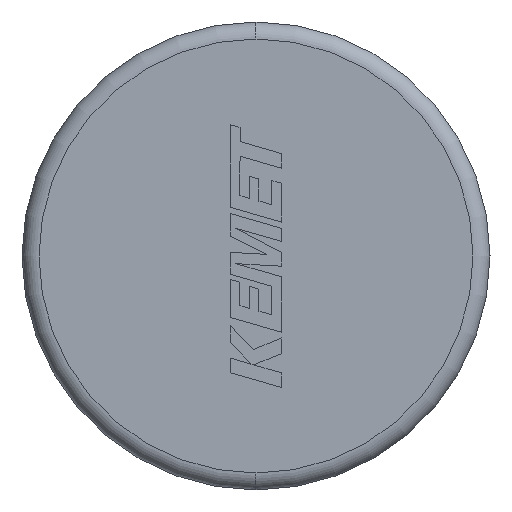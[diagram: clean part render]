
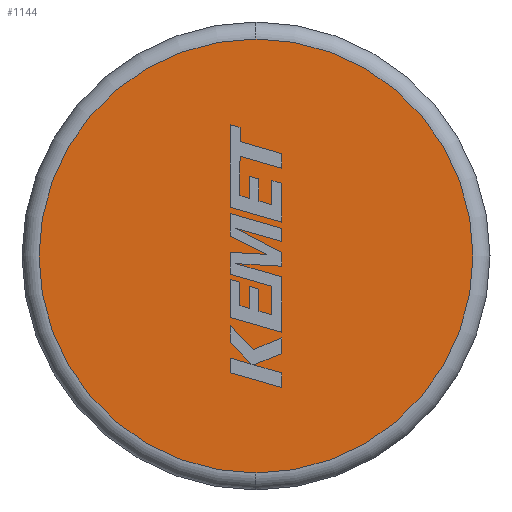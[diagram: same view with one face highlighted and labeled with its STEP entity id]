
A CAD part, left-side view. The second image highlights one B-rep face of the part: STEP entity #1144.
In plain terms, the highlighted planar face has unit normal (-1, 0, 0).
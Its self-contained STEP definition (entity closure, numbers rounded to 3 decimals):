
#341 = AXIS2_PLACEMENT_3D ( 'NONE', #1452, #3357, #1714 ) ;
#399 = EDGE_CURVE ( 'NONE', #2582, #2747, #888, .T. ) ;
#430 = CARTESIAN_POINT ( 'NONE',  ( 0., 0., 0. ) ) ;
#433 = ORIENTED_EDGE ( 'NONE', *, *, #399, .T. ) ;
#452 = DIRECTION ( 'NONE',  ( 0., 0., -1. ) ) ;
#690 = DIRECTION ( 'NONE',  ( -1., 0., 0. ) ) ;
#888 = CIRCLE ( 'NONE', #341, 2.55 ) ;
#1144 = ADVANCED_FACE ( 'NONE', ( #2956 ), #1244, .F. ) ;
#1244 = PLANE ( 'NONE',  #2837 ) ;
#1420 = ORIENTED_EDGE ( 'NONE', *, *, #1614, .T. ) ;
#1452 = CARTESIAN_POINT ( 'NONE',  ( 0., 0., 0. ) ) ;
#1614 = EDGE_CURVE ( 'NONE', #2747, #2582, #3234, .T. ) ;
#1714 = DIRECTION ( 'NONE',  ( 0., 0., -1. ) ) ;
#2116 = DIRECTION ( 'NONE',  ( 0., 0., -1. ) ) ;
#2582 = VERTEX_POINT ( 'NONE', #3116 ) ;
#2619 = DIRECTION ( 'NONE',  ( 1., 0., 0. ) ) ;
#2677 = CARTESIAN_POINT ( 'NONE',  ( 0., 0., 2.55 ) ) ;
#2747 = VERTEX_POINT ( 'NONE', #2677 ) ;
#2837 = AXIS2_PLACEMENT_3D ( 'NONE', #3162, #2619, #2116 ) ;
#2853 = EDGE_LOOP ( 'NONE', ( #433, #1420 ) ) ;
#2956 = FACE_OUTER_BOUND ( 'NONE', #2853, .T. ) ;
#3116 = CARTESIAN_POINT ( 'NONE',  ( 0., 0., -2.55 ) ) ;
#3162 = CARTESIAN_POINT ( 'NONE',  ( 0., 0., 0. ) ) ;
#3234 = CIRCLE ( 'NONE', #3391, 2.55 ) ;
#3357 = DIRECTION ( 'NONE',  ( -1., 0., 0. ) ) ;
#3391 = AXIS2_PLACEMENT_3D ( 'NONE', #430, #690, #452 ) ;
